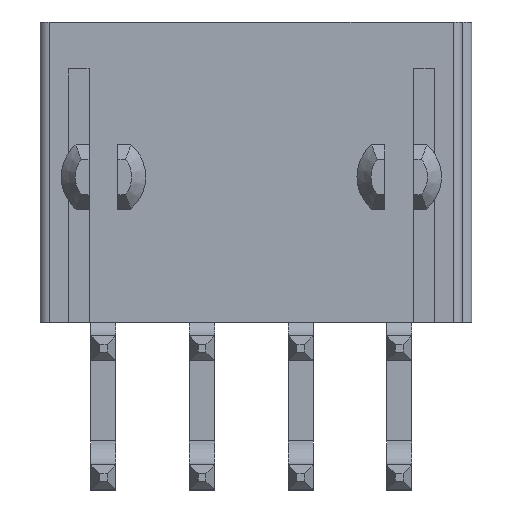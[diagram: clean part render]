
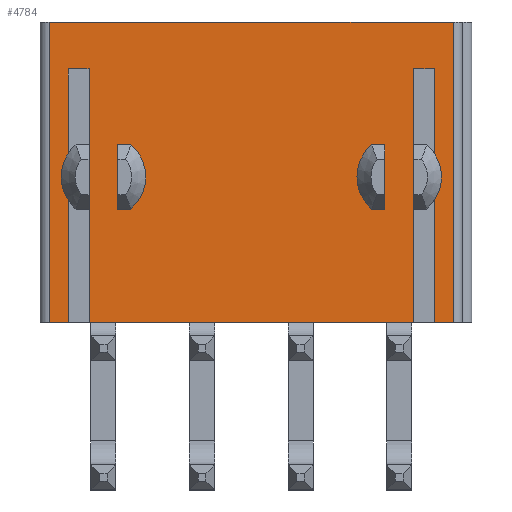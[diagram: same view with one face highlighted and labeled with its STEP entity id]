
A CAD part, front view. The second image highlights one B-rep face of the part: STEP entity #4784.
In plain terms, the highlighted planar face has unit normal (0, -1, 0).
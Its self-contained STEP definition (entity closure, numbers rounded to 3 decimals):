
#79=CIRCLE('',#5062,1.5);
#90=CIRCLE('',#5135,1.5);
#763=ORIENTED_EDGE('',*,*,#1736,.T.);
#764=ORIENTED_EDGE('',*,*,#1959,.T.);
#765=ORIENTED_EDGE('',*,*,#1960,.T.);
#766=ORIENTED_EDGE('',*,*,#1796,.T.);
#767=ORIENTED_EDGE('',*,*,#1602,.F.);
#768=ORIENTED_EDGE('',*,*,#1961,.F.);
#769=ORIENTED_EDGE('',*,*,#1962,.T.);
#770=ORIENTED_EDGE('',*,*,#1963,.T.);
#771=ORIENTED_EDGE('',*,*,#1964,.F.);
#772=ORIENTED_EDGE('',*,*,#1965,.F.);
#773=ORIENTED_EDGE('',*,*,#1794,.T.);
#774=ORIENTED_EDGE('',*,*,#1966,.F.);
#775=ORIENTED_EDGE('',*,*,#1723,.T.);
#776=ORIENTED_EDGE('',*,*,#1967,.F.);
#777=ORIENTED_EDGE('',*,*,#1968,.T.);
#778=ORIENTED_EDGE('',*,*,#1969,.F.);
#1602=EDGE_CURVE('',#2266,#2262,#2677,.T.);
#1723=EDGE_CURVE('',#2369,#2368,#2781,.T.);
#1736=EDGE_CURVE('',#2377,#2376,#2791,.T.);
#1794=EDGE_CURVE('',#2412,#2413,#2842,.T.);
#1796=EDGE_CURVE('',#2415,#2414,#79,.T.);
#1959=EDGE_CURVE('',#2376,#2377,#90,.T.);
#1960=EDGE_CURVE('',#2414,#2415,#2994,.T.);
#1961=EDGE_CURVE('',#2511,#2266,#2995,.T.);
#1962=EDGE_CURVE('',#2511,#2512,#2996,.T.);
#1963=EDGE_CURVE('',#2512,#2513,#2997,.T.);
#1964=EDGE_CURVE('',#2514,#2513,#2998,.T.);
#1965=EDGE_CURVE('',#2412,#2514,#2999,.T.);
#1966=EDGE_CURVE('',#2369,#2413,#3000,.T.);
#1967=EDGE_CURVE('',#2515,#2368,#3001,.T.);
#1968=EDGE_CURVE('',#2515,#2516,#3002,.T.);
#1969=EDGE_CURVE('',#2262,#2516,#3003,.T.);
#2262=VERTEX_POINT('',#6858);
#2266=VERTEX_POINT('',#6865);
#2368=VERTEX_POINT('',#7118);
#2369=VERTEX_POINT('',#7120);
#2376=VERTEX_POINT('',#7142);
#2377=VERTEX_POINT('',#7144);
#2412=VERTEX_POINT('',#7252);
#2413=VERTEX_POINT('',#7254);
#2414=VERTEX_POINT('',#7258);
#2415=VERTEX_POINT('',#7260);
#2511=VERTEX_POINT('',#7581);
#2512=VERTEX_POINT('',#7583);
#2513=VERTEX_POINT('',#7585);
#2514=VERTEX_POINT('',#7587);
#2515=VERTEX_POINT('',#7591);
#2516=VERTEX_POINT('',#7593);
#2677=LINE('',#6866,#3280);
#2781=LINE('',#7119,#3384);
#2791=LINE('',#7143,#3394);
#2842=LINE('',#7255,#3445);
#2994=LINE('',#7579,#3597);
#2995=LINE('',#7580,#3598);
#2996=LINE('',#7582,#3599);
#2997=LINE('',#7584,#3600);
#2998=LINE('',#7586,#3601);
#2999=LINE('',#7588,#3602);
#3000=LINE('',#7589,#3603);
#3001=LINE('',#7590,#3604);
#3002=LINE('',#7592,#3605);
#3003=LINE('',#7594,#3606);
#3280=VECTOR('',#5493,1000.);
#3384=VECTOR('',#5691,1000.);
#3394=VECTOR('',#5713,1000.);
#3445=VECTOR('',#5812,1000.);
#3597=VECTOR('',#6114,1000.);
#3598=VECTOR('',#6115,1000.);
#3599=VECTOR('',#6116,1000.);
#3600=VECTOR('',#6117,1000.);
#3601=VECTOR('',#6118,1000.);
#3602=VECTOR('',#6119,1000.);
#3603=VECTOR('',#6120,1000.);
#3604=VECTOR('',#6121,1000.);
#3605=VECTOR('',#6122,1000.);
#3606=VECTOR('',#6123,1000.);
#3923=EDGE_LOOP('',(#763,#764));
#3924=EDGE_LOOP('',(#765,#766));
#3925=EDGE_LOOP('',(#767,#768,#769,#770,#771,#772,#773,#774,#775,#776,#777,
#778));
#4230=FACE_BOUND('',#3923,.T.);
#4231=FACE_BOUND('',#3924,.T.);
#4232=FACE_BOUND('',#3925,.T.);
#4518=PLANE('',#5134);
#4784=ADVANCED_FACE('',(#4230,#4231,#4232),#4518,.T.);
#5062=AXIS2_PLACEMENT_3D('',#7259,#5816,#5817);
#5134=AXIS2_PLACEMENT_3D('',#7577,#6110,#6111);
#5135=AXIS2_PLACEMENT_3D('',#7578,#6112,#6113);
#5493=DIRECTION('',(0.,0.,1.));
#5691=DIRECTION('',(0.,0.,-1.));
#5713=DIRECTION('',(0.,0.,-1.));
#5812=DIRECTION('',(0.,0.,1.));
#5816=DIRECTION('',(0.,1.,0.));
#5817=DIRECTION('',(0.407,0.,0.914));
#6110=DIRECTION('',(0.,-1.,0.));
#6111=DIRECTION('',(0.,0.,-1.));
#6112=DIRECTION('',(0.,1.,0.));
#6113=DIRECTION('',(-0.407,0.,-0.914));
#6114=DIRECTION('',(0.,0.,1.));
#6115=DIRECTION('',(-1.,0.,0.));
#6116=DIRECTION('',(0.,0.,1.));
#6117=DIRECTION('',(-1.,0.,0.));
#6118=DIRECTION('',(0.,0.,1.));
#6119=DIRECTION('',(-1.,0.,0.));
#6120=DIRECTION('',(-1.,0.,0.));
#6121=DIRECTION('',(-1.,0.,0.));
#6122=DIRECTION('',(0.,0.,1.));
#6123=DIRECTION('',(-1.,0.,0.));
#6858=CARTESIAN_POINT('',(7.8,0.4,-2.));
#6865=CARTESIAN_POINT('',(7.8,0.4,-12.8));
#6866=CARTESIAN_POINT('',(7.8,0.4,-12.8));
#7118=CARTESIAN_POINT('',(-6.91,0.4,-12.8));
#7119=CARTESIAN_POINT('',(-6.91,0.4,-2.));
#7120=CARTESIAN_POINT('',(-6.91,0.4,-2.));
#7142=CARTESIAN_POINT('',(5.69,0.4,-7.97));
#7143=CARTESIAN_POINT('',(5.69,0.4,-5.23));
#7144=CARTESIAN_POINT('',(5.69,0.4,-5.23));
#7252=CARTESIAN_POINT('',(-7.8,0.4,-12.8));
#7254=CARTESIAN_POINT('',(-7.8,0.4,-2.));
#7255=CARTESIAN_POINT('',(-7.8,0.4,-12.8));
#7258=CARTESIAN_POINT('',(-5.69,0.4,-7.97));
#7259=CARTESIAN_POINT('',(-6.3,0.4,-6.6));
#7260=CARTESIAN_POINT('',(-5.69,0.4,-5.23));
#7577=CARTESIAN_POINT('',(9.,0.4,0.));
#7578=CARTESIAN_POINT('',(6.3,0.4,-6.6));
#7579=CARTESIAN_POINT('',(-5.69,0.4,-7.97));
#7580=CARTESIAN_POINT('',(8.6,0.4,-12.8));
#7581=CARTESIAN_POINT('',(8.6,0.4,-12.8));
#7582=CARTESIAN_POINT('',(8.6,0.4,-12.8));
#7583=CARTESIAN_POINT('',(8.6,0.4,0.));
#7584=CARTESIAN_POINT('',(8.6,0.4,0.));
#7585=CARTESIAN_POINT('',(-8.6,0.4,0.));
#7586=CARTESIAN_POINT('',(-8.6,0.4,-12.8));
#7587=CARTESIAN_POINT('',(-8.6,0.4,-12.8));
#7588=CARTESIAN_POINT('',(-7.8,0.4,-12.8));
#7589=CARTESIAN_POINT('',(7.8,0.4,-2.));
#7590=CARTESIAN_POINT('',(6.91,0.4,-12.8));
#7591=CARTESIAN_POINT('',(6.91,0.4,-12.8));
#7592=CARTESIAN_POINT('',(6.91,0.4,-12.8));
#7593=CARTESIAN_POINT('',(6.91,0.4,-2.));
#7594=CARTESIAN_POINT('',(7.8,0.4,-2.));
